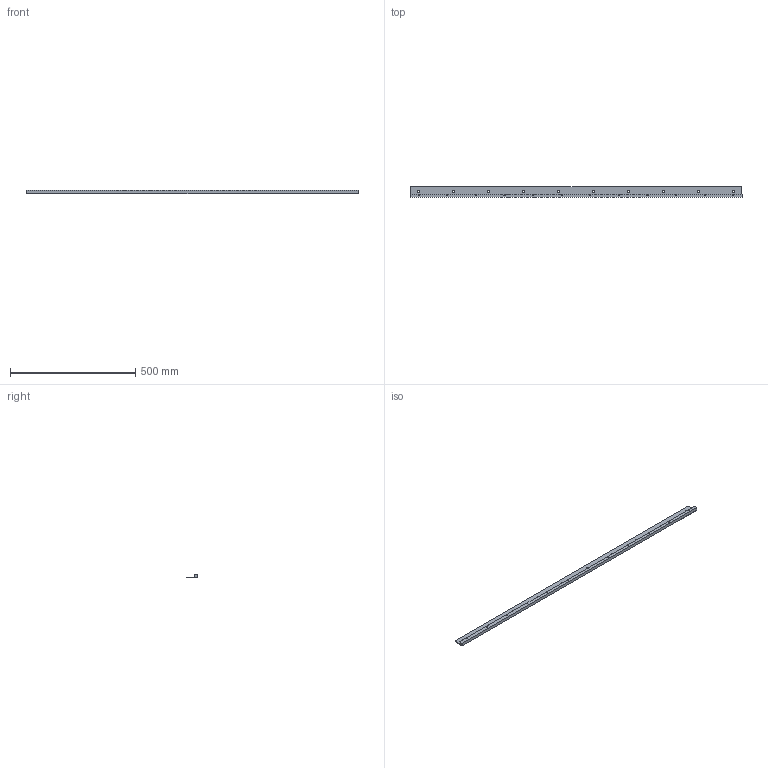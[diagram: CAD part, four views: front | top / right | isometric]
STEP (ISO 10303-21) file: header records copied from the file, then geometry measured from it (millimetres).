
FILE_DESCRIPTION (( 'STEP AP203' ), '1' );
FILE_NAME ('MGM-52-40_16.1.STEP', '2024-05-08T15:00:13', ( '' ), ( '' ), 'SwSTEP 2.0', 'SolidWorks 2020', '' );
FILE_SCHEMA (( 'CONFIG_CONTROL_DESIGN' ));
Length unit declared in the file: millimetre
Products named in the file (4): MGM-XX-BAR-40_52" Bar; MGM-52-40_16.1; Flathead Machine Screws, Torx Drive - Metric_FH-M5-10-TX; MG-XX-ME-PRO_52"
Assembly tree (14 placements, depth 2):
  MGM-52-40_16.1
    MG-XX-ME-PRO_52"
    MGM-XX-BAR-40_52" Bar
    Flathead Machine Screws, Torx Drive - Metric_FH-M5-10-TX  x12
Bounding box: 1327.15 x 43.56 x 15.88 mm (x, y, z)
Volume: 379202.2 mm3; surface area: 186792.2 mm2
Topology: 14 solids, 14 shells, 480 faces, 1164 edges, 724 vertices
Faces by surface type: cone 156, bspline 144, cylinder 120, plane 36, sphere 24
Entity records: 5531 total; most frequent: CARTESIAN_POINT 1187, DIRECTION 803, ORIENTED_EDGE 722, EDGE_CURVE 361, AXIS2_PLACEMENT_3D 331, VERTEX_POINT 229, EDGE_LOOP 208, CIRCLE 187
